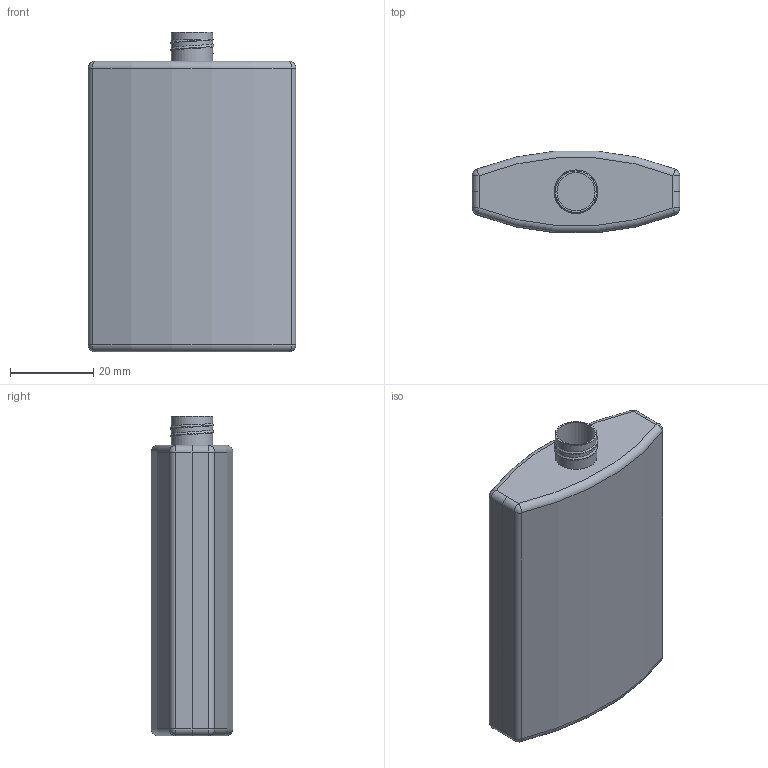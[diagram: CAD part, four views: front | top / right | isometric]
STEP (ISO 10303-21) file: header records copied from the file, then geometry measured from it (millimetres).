
FILE_DESCRIPTION(('Open CASCADE Model'),'2;1');
FILE_NAME('Open CASCADE Shape Model','2023-02-26T00:35:17',('Author'),( 'Open CASCADE'),'Open CASCADE STEP processor 7.6','Open CASCADE 7.6' ,'Unknown');
FILE_SCHEMA(('AUTOMOTIVE_DESIGN { 1 0 10303 214 1 1 1 1 }'));
Length unit declared in the file: millimetre
Products named in the file (3): Open CASCADE STEP translator 7.6 1; Open CASCADE STEP translator 7.6 1.1; Open CASCADE STEP translator 7.6 1.2
Assembly tree (2 placements, depth 2):
  Open CASCADE STEP translator 7.6 1
    Open CASCADE STEP translator 7.6 1.1
    Open CASCADE STEP translator 7.6 1.2
Bounding box: 50 x 19.63 x 77 mm (x, y, z)
Volume: 4002.3 mm3; surface area: 20076 mm2
Topology: 2 solids, 2 shells, 72 faces, 154 edges, 73 vertices
Faces by surface type: cylinder 32, sphere 16, plane 13, torus 9, bspline 2
Full cylindrical faces by diameter (mm): 9.2 x1, 10 x1
Entity records: 3834 total; most frequent: CARTESIAN_POINT 890, DIRECTION 586, ORIENTED_EDGE 276, LINE 276, VECTOR 276, PCURVE 276, DEFINITIONAL_REPRESENTATION 276, AXIS2_PLACEMENT_3D 151
